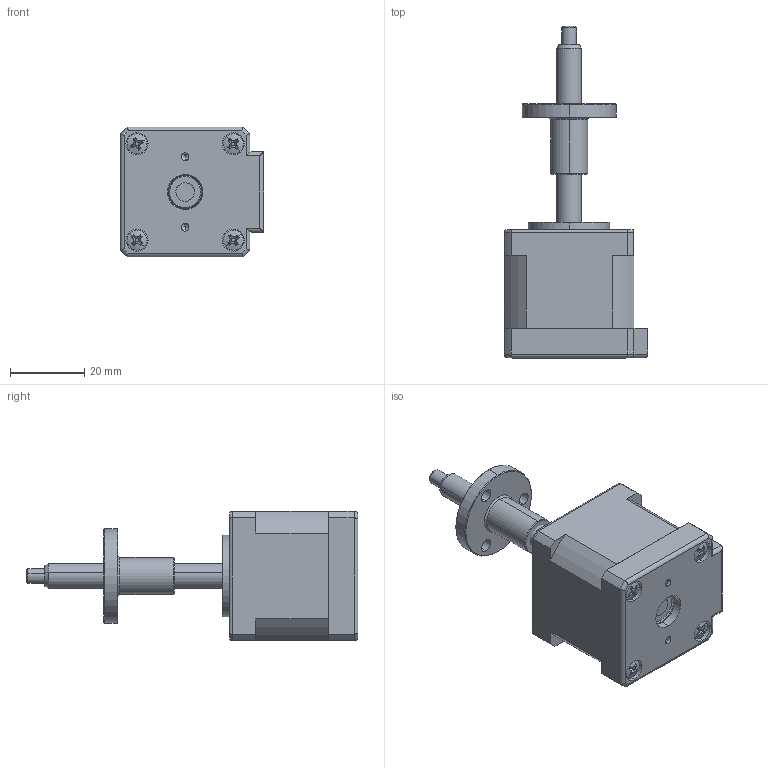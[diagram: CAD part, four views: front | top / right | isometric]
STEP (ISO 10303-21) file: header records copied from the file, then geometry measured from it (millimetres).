
FILE_DESCRIPTION (( 'STEP AP203' ), '1' );
FILE_NAME ('LE143S-T6503-50-AR1-S-050.STEP', '2018-08-10T08:17:34', ( '' ), ( '' ), 'SwSTEP 2.0', 'SolidWorks 2014', '' );
FILE_SCHEMA (( 'CONFIG_CONTROL_DESIGN' ));
Length unit declared in the file: millimetre
Products named in the file (1): LE143S-T6503-50-AR1-S-050
Bounding box: 38.7 x 89.6 x 35 mm (x, y, z)
Surface area: 11633.8 mm2 (no closed solid volume)
Topology: 0 solids, 14 shells, 288 faces, 810 edges, 542 vertices
Faces by surface type: plane 106, cylinder 96, cone 64, torus 14, sphere 8
Entity records: 9780 total; most frequent: CARTESIAN_POINT 2263, DIRECTION 1600, ORIENTED_EDGE 1444, EDGE_CURVE 806, AXIS2_PLACEMENT_3D 617, VERTEX_POINT 542, LINE 366, VECTOR 366
